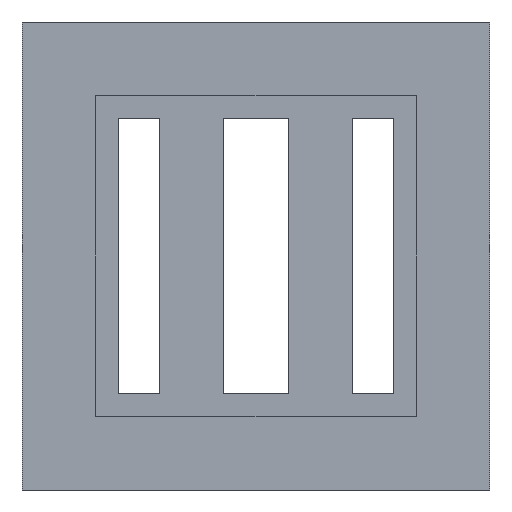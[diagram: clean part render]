
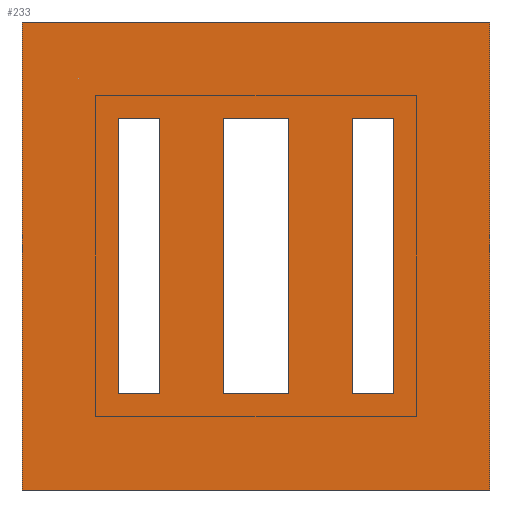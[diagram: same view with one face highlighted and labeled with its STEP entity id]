
A CAD part, front view. The second image highlights one B-rep face of the part: STEP entity #233.
In plain terms, the highlighted planar face has unit normal (0, -1, 0).
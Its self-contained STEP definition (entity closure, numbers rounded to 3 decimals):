
#16 = ORIENTED_EDGE ( 'NONE', *, *, #34, .F. ) ;
#17 = ORIENTED_EDGE ( 'NONE', *, *, #145, .T. ) ;
#18 = VERTEX_POINT ( 'NONE', #416 ) ;
#19 = VERTEX_POINT ( 'NONE', #415 ) ;
#20 = ORIENTED_EDGE ( 'NONE', *, *, #1172, .F. ) ;
#21 = EDGE_CURVE ( 'NONE', #110, #146, #479, .T. ) ;
#22 = ORIENTED_EDGE ( 'NONE', *, *, #202, .F. ) ;
#24 = ORIENTED_EDGE ( 'NONE', *, *, #37, .T. ) ;
#25 = VERTEX_POINT ( 'NONE', #475 ) ;
#26 = EDGE_LOOP ( 'NONE', ( #35, #16, #33, #20 ) ) ;
#27 = VERTEX_POINT ( 'NONE', #474 ) ;
#32 = EDGE_CURVE ( 'NONE', #27, #18, #473, .T. ) ;
#33 = ORIENTED_EDGE ( 'NONE', *, *, #32, .F. ) ;
#34 = EDGE_CURVE ( 'NONE', #18, #25, #469, .T. ) ;
#35 = ORIENTED_EDGE ( 'NONE', *, *, #36, .F. ) ;
#36 = EDGE_CURVE ( 'NONE', #25, #19, #465, .T. ) ;
#37 = EDGE_CURVE ( 'NONE', #203, #161, #461, .T. ) ;
#93 = VERTEX_POINT ( 'NONE', #568 ) ;
#95 = EDGE_CURVE ( 'NONE', #96, #93, #567, .T. ) ;
#96 = VERTEX_POINT ( 'NONE', #626 ) ;
#102 = EDGE_CURVE ( 'NONE', #103, #104, #618, .T. ) ;
#103 = VERTEX_POINT ( 'NONE', #611 ) ;
#104 = VERTEX_POINT ( 'NONE', #610 ) ;
#109 = EDGE_CURVE ( 'NONE', #110, #111, #605, .T. ) ;
#110 = VERTEX_POINT ( 'NONE', #601 ) ;
#111 = VERTEX_POINT ( 'NONE', #600 ) ;
#143 = VERTEX_POINT ( 'NONE', #666 ) ;
#145 = EDGE_CURVE ( 'NONE', #146, #143, #665, .T. ) ;
#146 = VERTEX_POINT ( 'NONE', #661 ) ;
#158 = VERTEX_POINT ( 'NONE', #705 ) ;
#160 = EDGE_CURVE ( 'NONE', #161, #158, #704, .T. ) ;
#161 = VERTEX_POINT ( 'NONE', #700 ) ;
#202 = EDGE_CURVE ( 'NONE', #203, #204, #764, .T. ) ;
#203 = VERTEX_POINT ( 'NONE', #755 ) ;
#204 = VERTEX_POINT ( 'NONE', #754 ) ;
#215 = EDGE_LOOP ( 'NONE', ( #216, #218, #219, #221 ) ) ;
#216 = ORIENTED_EDGE ( 'NONE', *, *, #217, .F. ) ;
#217 = EDGE_CURVE ( 'NONE', #104, #93, #799, .T. ) ;
#218 = ORIENTED_EDGE ( 'NONE', *, *, #102, .F. ) ;
#219 = ORIENTED_EDGE ( 'NONE', *, *, #220, .T. ) ;
#220 = EDGE_CURVE ( 'NONE', #103, #96, #792, .T. ) ;
#221 = ORIENTED_EDGE ( 'NONE', *, *, #95, .T. ) ;
#222 = EDGE_LOOP ( 'NONE', ( #223, #224, #22, #24 ) ) ;
#223 = ORIENTED_EDGE ( 'NONE', *, *, #160, .T. ) ;
#224 = ORIENTED_EDGE ( 'NONE', *, *, #225, .F. ) ;
#225 = EDGE_CURVE ( 'NONE', #204, #158, #788, .T. ) ;
#233 = ADVANCED_FACE ( 'NONE', ( #835, #834, #833, #832 ), #831, .F. ) ;
#234 = EDGE_LOOP ( 'NONE', ( #235, #237, #238, #17 ) ) ;
#235 = ORIENTED_EDGE ( 'NONE', *, *, #236, .F. ) ;
#236 = EDGE_CURVE ( 'NONE', #111, #143, #829, .T. ) ;
#237 = ORIENTED_EDGE ( 'NONE', *, *, #109, .F. ) ;
#238 = ORIENTED_EDGE ( 'NONE', *, *, #21, .T. ) ;
#415 = CARTESIAN_POINT ( 'NONE',  ( -477.5, 0., 477.5 ) ) ;
#416 = CARTESIAN_POINT ( 'NONE',  ( 477.5, 0., -477.5 ) ) ;
#458 = DIRECTION ( 'NONE',  ( -1., 0., 0. ) ) ;
#459 = VECTOR ( 'NONE', #458, 1000. ) ;
#460 = CARTESIAN_POINT ( 'NONE',  ( 1132.69, 0., -281.5 ) ) ;
#461 = LINE ( 'NONE', #460, #459 ) ;
#462 = DIRECTION ( 'NONE',  ( 0., 0., 1. ) ) ;
#463 = VECTOR ( 'NONE', #462, 1000. ) ;
#464 = CARTESIAN_POINT ( 'NONE',  ( -477.5, 0., -477.5 ) ) ;
#465 = LINE ( 'NONE', #464, #463 ) ;
#466 = DIRECTION ( 'NONE',  ( -1., 0., 0. ) ) ;
#467 = VECTOR ( 'NONE', #466, 1000. ) ;
#468 = CARTESIAN_POINT ( 'NONE',  ( -477.5, 0., -477.5 ) ) ;
#469 = LINE ( 'NONE', #468, #467 ) ;
#470 = DIRECTION ( 'NONE',  ( 0., 0., -1. ) ) ;
#471 = VECTOR ( 'NONE', #470, 1000. ) ;
#472 = CARTESIAN_POINT ( 'NONE',  ( 477.5, 0., -477.5 ) ) ;
#473 = LINE ( 'NONE', #472, #471 ) ;
#474 = CARTESIAN_POINT ( 'NONE',  ( 477.5, 0., 477.5 ) ) ;
#475 = CARTESIAN_POINT ( 'NONE',  ( -477.5, 0., -477.5 ) ) ;
#476 = DIRECTION ( 'NONE',  ( -1., 0., 0. ) ) ;
#477 = VECTOR ( 'NONE', #476, 1000. ) ;
#478 = CARTESIAN_POINT ( 'NONE',  ( 1132.69, 0., -281.5 ) ) ;
#479 = LINE ( 'NONE', #478, #477 ) ;
#567 = LINE ( 'NONE', #629, #628 ) ;
#568 = CARTESIAN_POINT ( 'NONE',  ( -65.3, 0., 281.5 ) ) ;
#600 = CARTESIAN_POINT ( 'NONE',  ( -195.9, 0., 281.5 ) ) ;
#601 = CARTESIAN_POINT ( 'NONE',  ( -195.9, 0., -281.5 ) ) ;
#602 = DIRECTION ( 'NONE',  ( 0., 0., 1. ) ) ;
#603 = VECTOR ( 'NONE', #602, 1000. ) ;
#604 = CARTESIAN_POINT ( 'NONE',  ( -195.9, 0., -1177.69 ) ) ;
#605 = LINE ( 'NONE', #604, #603 ) ;
#610 = CARTESIAN_POINT ( 'NONE',  ( 65.3, 0., 281.5 ) ) ;
#611 = CARTESIAN_POINT ( 'NONE',  ( 65.3, 0., -281.5 ) ) ;
#612 = DIRECTION ( 'NONE',  ( 0., 0., 1. ) ) ;
#613 = VECTOR ( 'NONE', #612, 1000. ) ;
#614 = CARTESIAN_POINT ( 'NONE',  ( 65.3, 0., -1177.69 ) ) ;
#618 = LINE ( 'NONE', #614, #613 ) ;
#626 = CARTESIAN_POINT ( 'NONE',  ( -65.3, 0., -281.5 ) ) ;
#627 = DIRECTION ( 'NONE',  ( 0., 0., 1. ) ) ;
#628 = VECTOR ( 'NONE', #627, 1000. ) ;
#629 = CARTESIAN_POINT ( 'NONE',  ( -65.3, 0., -1177.69 ) ) ;
#661 = CARTESIAN_POINT ( 'NONE',  ( -281.5, 0., -281.5 ) ) ;
#662 = DIRECTION ( 'NONE',  ( 0., 0., 1. ) ) ;
#663 = VECTOR ( 'NONE', #662, 1000. ) ;
#664 = CARTESIAN_POINT ( 'NONE',  ( -281.5, 0., -1177.69 ) ) ;
#665 = LINE ( 'NONE', #664, #663 ) ;
#666 = CARTESIAN_POINT ( 'NONE',  ( -281.5, 0., 281.5 ) ) ;
#700 = CARTESIAN_POINT ( 'NONE',  ( 195.9, 0., -281.5 ) ) ;
#701 = DIRECTION ( 'NONE',  ( 0., 0., 1. ) ) ;
#702 = VECTOR ( 'NONE', #701, 1000. ) ;
#703 = CARTESIAN_POINT ( 'NONE',  ( 195.9, 0., -1177.69 ) ) ;
#704 = LINE ( 'NONE', #703, #702 ) ;
#705 = CARTESIAN_POINT ( 'NONE',  ( 195.9, 0., 281.5 ) ) ;
#754 = CARTESIAN_POINT ( 'NONE',  ( 281.5, 0., 281.5 ) ) ;
#755 = CARTESIAN_POINT ( 'NONE',  ( 281.5, 0., -281.5 ) ) ;
#756 = DIRECTION ( 'NONE',  ( 0., 0., 1. ) ) ;
#757 = VECTOR ( 'NONE', #756, 1000. ) ;
#758 = CARTESIAN_POINT ( 'NONE',  ( 281.5, 0., -1177.69 ) ) ;
#764 = LINE ( 'NONE', #758, #757 ) ;
#785 = DIRECTION ( 'NONE',  ( -1., 0., 0. ) ) ;
#786 = VECTOR ( 'NONE', #785, 1000. ) ;
#787 = CARTESIAN_POINT ( 'NONE',  ( 1132.69, 0., 281.5 ) ) ;
#788 = LINE ( 'NONE', #787, #786 ) ;
#789 = DIRECTION ( 'NONE',  ( -1., 0., 0. ) ) ;
#790 = VECTOR ( 'NONE', #789, 1000. ) ;
#791 = CARTESIAN_POINT ( 'NONE',  ( 1132.69, 0., -281.5 ) ) ;
#792 = LINE ( 'NONE', #791, #790 ) ;
#793 = DIRECTION ( 'NONE',  ( -1., 0., 0. ) ) ;
#794 = VECTOR ( 'NONE', #793, 1000. ) ;
#795 = CARTESIAN_POINT ( 'NONE',  ( 1132.69, 0., 281.5 ) ) ;
#799 = LINE ( 'NONE', #795, #794 ) ;
#823 = DIRECTION ( 'NONE',  ( -1., 0., 0. ) ) ;
#824 = VECTOR ( 'NONE', #823, 1000. ) ;
#825 = CARTESIAN_POINT ( 'NONE',  ( 1132.69, 0., 281.5 ) ) ;
#826 = DIRECTION ( 'NONE',  ( 0., 0., 1. ) ) ;
#827 = DIRECTION ( 'NONE',  ( 0., 1., 0. ) ) ;
#828 = AXIS2_PLACEMENT_3D ( 'NONE', #830, #827, #826 ) ;
#829 = LINE ( 'NONE', #825, #824 ) ;
#830 = CARTESIAN_POINT ( 'NONE',  ( 324.5, 0., -324.5 ) ) ;
#831 = PLANE ( 'NONE',  #828 ) ;
#832 = FACE_OUTER_BOUND ( 'NONE', #26, .T. ) ;
#833 = FACE_BOUND ( 'NONE', #222, .T. ) ;
#834 = FACE_BOUND ( 'NONE', #215, .T. ) ;
#835 = FACE_BOUND ( 'NONE', #234, .T. ) ;
#1118 = DIRECTION ( 'NONE',  ( 1., 0., 0. ) ) ;
#1119 = VECTOR ( 'NONE', #1118, 1000. ) ;
#1120 = CARTESIAN_POINT ( 'NONE',  ( -477.5, 0., 477.5 ) ) ;
#1121 = LINE ( 'NONE', #1120, #1119 ) ;
#1172 = EDGE_CURVE ( 'NONE', #19, #27, #1121, .T. ) ;
